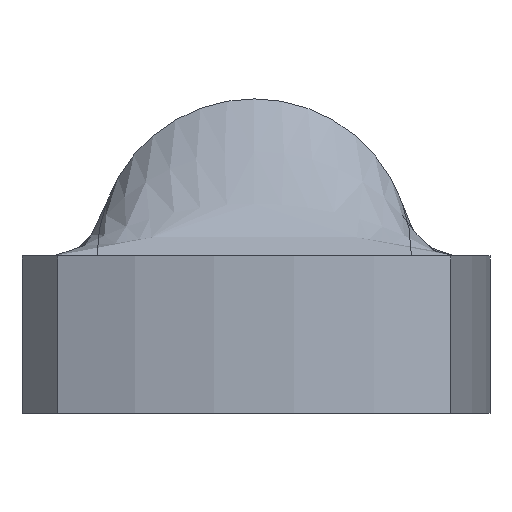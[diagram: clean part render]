
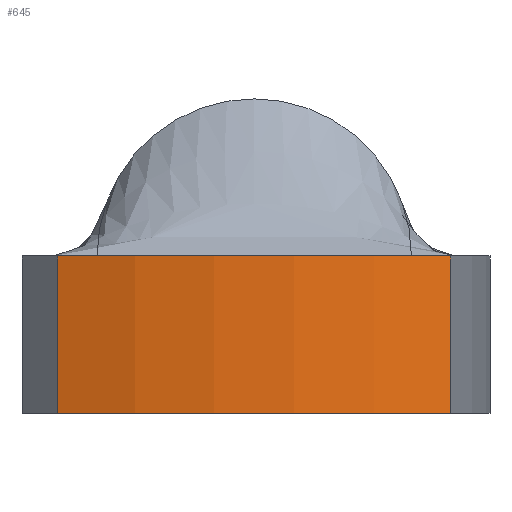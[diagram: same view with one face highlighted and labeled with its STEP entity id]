
A CAD part, front view. The second image highlights one B-rep face of the part: STEP entity #645.
In plain terms, the highlighted cylindrical face has radius 14 mm (diameter 28 mm), a partial arc.
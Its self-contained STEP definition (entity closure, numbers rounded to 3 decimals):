
#51 = VERTEX_POINT ( 'NONE', #329 ) ;
#54 = EDGE_LOOP ( 'NONE', ( #481, #974, #253, #1021 ) ) ;
#64 = VECTOR ( 'NONE', #563, 1000. ) ;
#98 = VERTEX_POINT ( 'NONE', #965 ) ;
#134 = VECTOR ( 'NONE', #1074, 1000. ) ;
#189 = CARTESIAN_POINT ( 'NONE',  ( -5., -1306.077, 0. ) ) ;
#191 = DIRECTION ( 'NONE',  ( 0., 0., -1. ) ) ;
#193 = CARTESIAN_POINT ( 'NONE',  ( -5., -1306.077, -4. ) ) ;
#199 = CARTESIAN_POINT ( 'NONE',  ( 5., -1306.077, 0. ) ) ;
#253 = ORIENTED_EDGE ( 'NONE', *, *, #942, .F. ) ;
#287 = CARTESIAN_POINT ( 'NONE',  ( 0., -1293., -4. ) ) ;
#290 = VERTEX_POINT ( 'NONE', #189 ) ;
#302 = AXIS2_PLACEMENT_3D ( 'NONE', #287, #893, #646 ) ;
#309 = CIRCLE ( 'NONE', #1092, 14. ) ;
#329 = CARTESIAN_POINT ( 'NONE',  ( 5., -1306.077, -4. ) ) ;
#419 = DIRECTION ( 'NONE',  ( -1., 0., 0. ) ) ;
#481 = ORIENTED_EDGE ( 'NONE', *, *, #672, .T. ) ;
#494 = EDGE_CURVE ( 'NONE', #51, #1091, #751, .T. ) ;
#563 = DIRECTION ( 'NONE',  ( 0., 0., 1. ) ) ;
#569 = CARTESIAN_POINT ( 'NONE',  ( 0., -1293., -4. ) ) ;
#583 = CYLINDRICAL_SURFACE ( 'NONE', #302, 14. ) ;
#613 = CIRCLE ( 'NONE', #1082, 14. ) ;
#645 = ADVANCED_FACE ( 'NONE', ( #839 ), #583, .T. ) ;
#646 = DIRECTION ( 'NONE',  ( 1., 0., 0. ) ) ;
#672 = EDGE_CURVE ( 'NONE', #1091, #290, #613, .T. ) ;
#673 = CARTESIAN_POINT ( 'NONE',  ( 0., -1293., 0. ) ) ;
#751 = LINE ( 'NONE', #1069, #134 ) ;
#803 = LINE ( 'NONE', #193, #64 ) ;
#839 = FACE_OUTER_BOUND ( 'NONE', #54, .T. ) ;
#847 = DIRECTION ( 'NONE',  ( 0., 0., -1. ) ) ;
#893 = DIRECTION ( 'NONE',  ( 0., 0., 1. ) ) ;
#942 = EDGE_CURVE ( 'NONE', #51, #98, #309, .T. ) ;
#965 = CARTESIAN_POINT ( 'NONE',  ( -5., -1306.077, -4. ) ) ;
#974 = ORIENTED_EDGE ( 'NONE', *, *, #1000, .F. ) ;
#996 = DIRECTION ( 'NONE',  ( -1., 0., 0. ) ) ;
#1000 = EDGE_CURVE ( 'NONE', #98, #290, #803, .T. ) ;
#1021 = ORIENTED_EDGE ( 'NONE', *, *, #494, .T. ) ;
#1069 = CARTESIAN_POINT ( 'NONE',  ( 5., -1306.077, -4. ) ) ;
#1074 = DIRECTION ( 'NONE',  ( 0., 0., 1. ) ) ;
#1082 = AXIS2_PLACEMENT_3D ( 'NONE', #673, #847, #419 ) ;
#1091 = VERTEX_POINT ( 'NONE', #199 ) ;
#1092 = AXIS2_PLACEMENT_3D ( 'NONE', #569, #191, #996 ) ;
